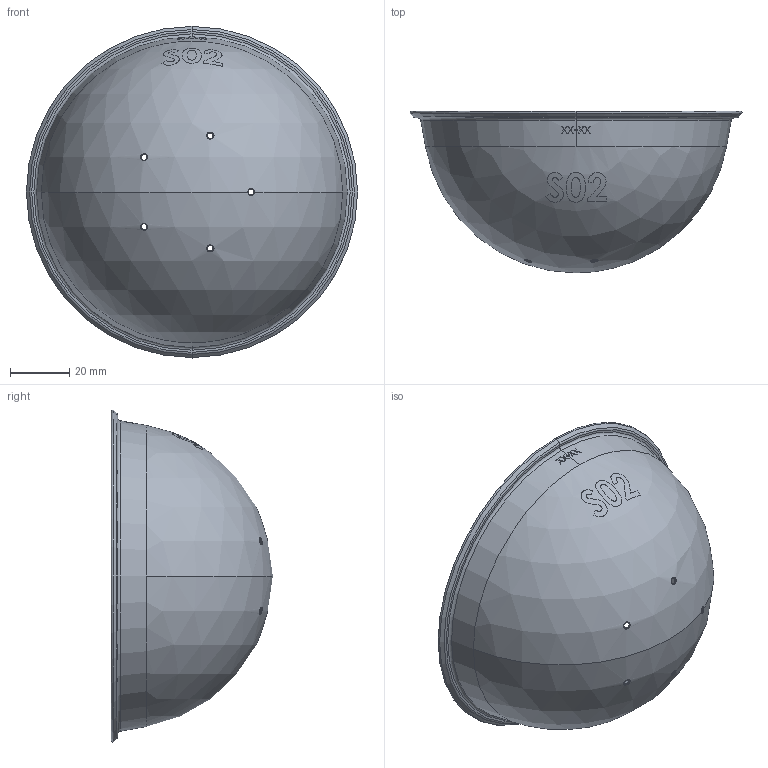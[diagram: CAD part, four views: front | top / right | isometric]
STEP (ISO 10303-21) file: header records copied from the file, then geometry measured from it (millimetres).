
FILE_DESCRIPTION (( 'STEP AP214' ), '1' );
FILE_NAME ('XMSGP030A10.02-034 NS02.STEP', '2017-06-15T22:13:26', ( '' ), ( '' ), 'SwSTEP 2.0', 'SolidWorks 2016', '' );
FILE_SCHEMA (( 'AUTOMOTIVE_DESIGN' ));
Length unit declared in the file: millimetre
Products named in the file (1): XMSGP030A10.02-034 NS02
Bounding box: 112 x 54.5 x 112 mm (x, y, z)
Volume: 9875.3 mm3; surface area: 36809.9 mm2
Topology: 1 solids, 1 shells, 54 faces, 197 edges, 153 vertices
Faces by surface type: torus 30, cone 14, sphere 8, plane 2
Entity records: 2823 total; most frequent: CARTESIAN_POINT 979, ORIENTED_EDGE 394, DIRECTION 362, EDGE_CURVE 197, AXIS2_PLACEMENT_3D 176, VERTEX_POINT 153, CIRCLE 121, EDGE_LOOP 72
